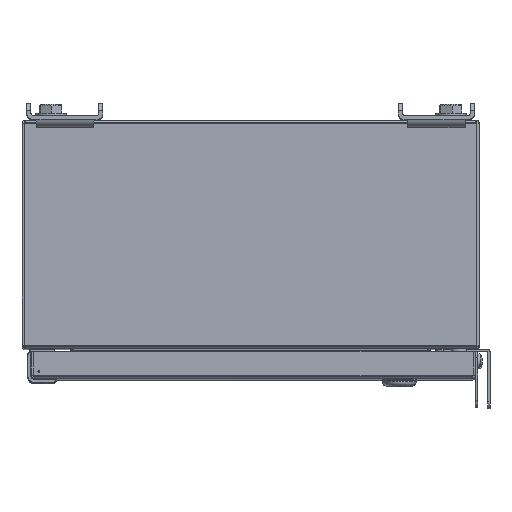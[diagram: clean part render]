
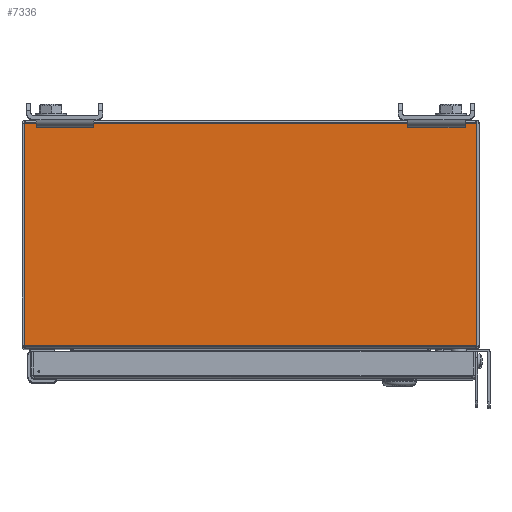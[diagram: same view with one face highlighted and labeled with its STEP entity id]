
A CAD part, top view. The second image highlights one B-rep face of the part: STEP entity #7336.
In plain terms, the highlighted planar face has unit normal (0, 0, 1).
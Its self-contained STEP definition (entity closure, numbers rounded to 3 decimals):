
#7336 = ADVANCED_FACE( '', ( #15070 ), #15071, .F. );
#15070 = FACE_OUTER_BOUND( '', #46110, .T. );
#15071 = PLANE( '', #46111 );
#46110 = EDGE_LOOP( '', ( #76244, #76245, #76246, #76247 ) );
#46111 = AXIS2_PLACEMENT_3D( '', #76248, #76249, #76250 );
#76244 = ORIENTED_EDGE( '', *, *, #86211, .T. );
#76245 = ORIENTED_EDGE( '', *, *, #88052, .T. );
#76246 = ORIENTED_EDGE( '', *, *, #87291, .F. );
#76247 = ORIENTED_EDGE( '', *, *, #86131, .T. );
#76248 = CARTESIAN_POINT( '', ( 1053.948, 0., 254. ) );
#76249 = DIRECTION( '', ( 0., 0., -1. ) );
#76250 = DIRECTION( '', ( 0., 1., 0. ) );
#86131 = EDGE_CURVE( '', #91825, #97017, #97019, .T. );
#86211 = EDGE_CURVE( '', #97017, #97135, #97137, .T. );
#87291 = EDGE_CURVE( '', #91825, #98668, #98669, .T. );
#88052 = EDGE_CURVE( '', #97135, #98668, #99657, .T. );
#91825 = VERTEX_POINT( '', #106378 );
#97017 = VERTEX_POINT( '', #120686 );
#97019 = LINE( '', #120697, #120698 );
#97135 = VERTEX_POINT( '', #120987 );
#97137 = LINE( '', #120989, #120990 );
#98668 = VERTEX_POINT( '', #125469 );
#98669 = LINE( '', #125470, #125471 );
#99657 = LINE( '', #127752, #127753 );
#106378 = CARTESIAN_POINT( '', ( 150.873, -2.337, 254. ) );
#120686 = CARTESIAN_POINT( '', ( -150.873, -2.337, 254. ) );
#120697 = CARTESIAN_POINT( '', ( 1053.948, -2.337, 254. ) );
#120698 = VECTOR( '', #135095, 1000. );
#120987 = CARTESIAN_POINT( '', ( -150.873, -150.063, 254. ) );
#120989 = CARTESIAN_POINT( '', ( -150.873, -2.337, 254. ) );
#120990 = VECTOR( '', #135161, 1000. );
#125469 = CARTESIAN_POINT( '', ( 150.873, -150.063, 254. ) );
#125470 = CARTESIAN_POINT( '', ( 150.873, -2.337, 254. ) );
#125471 = VECTOR( '', #135787, 1000. );
#127752 = CARTESIAN_POINT( '', ( -150.873, -150.063, 254. ) );
#127753 = VECTOR( '', #136293, 1000. );
#135095 = DIRECTION( '', ( -1., 0., 0. ) );
#135161 = DIRECTION( '', ( 0., -1., 0. ) );
#135787 = DIRECTION( '', ( 0., -1., 0. ) );
#136293 = DIRECTION( '', ( 1., 0., 0. ) );
